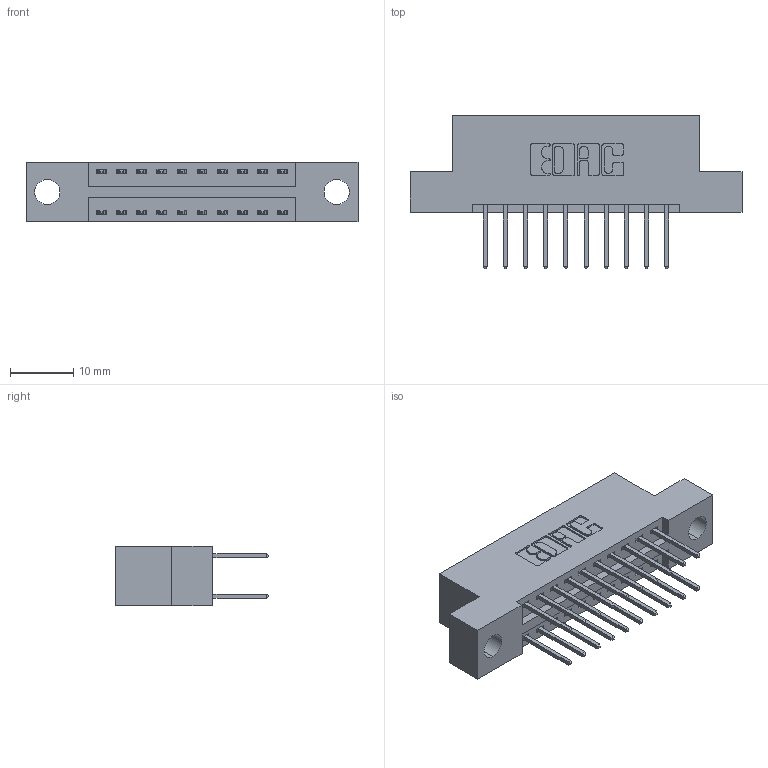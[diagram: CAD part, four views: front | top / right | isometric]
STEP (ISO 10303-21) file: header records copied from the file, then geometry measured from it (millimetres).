
FILE_DESCRIPTION (( 'STEP AP203' ), '1' );
FILE_NAME ('396-020-526-204.STEP', '2018-09-01T05:34:26', ( '' ), ( '' ), 'SwSTEP 2.0', 'SolidWorks 2016', '' );
FILE_SCHEMA (( 'CONFIG_CONTROL_DESIGN' ));
Length unit declared in the file: inch
Products named in the file (3): 346 Part_Flush Mounting Lugs - 0.156 Dia-TH; 345-292-001_345-293-126; 396-020-526-204
Assembly tree (21 placements, depth 2):
  396-020-526-204
    346 Part_Flush Mounting Lugs - 0.156 Dia-TH
    345-292-001_345-293-126  x20
Bounding box: 52.32 x 24.13 x 9.4 mm (x, y, z)
Volume: 4798.7 mm3; surface area: 6053.2 mm2
Topology: 21 solids, 21 shells, 1162 faces, 3429 edges, 2258 vertices
Faces by surface type: plane 776, cylinder 386
Entity records: 10855 total; most frequent: CARTESIAN_POINT 1832, ORIENTED_EDGE 1766, DIRECTION 1667, EDGE_CURVE 883, VECTOR 711, LINE 711, VERTEX_POINT 586, AXIS2_PLACEMENT_3D 478
